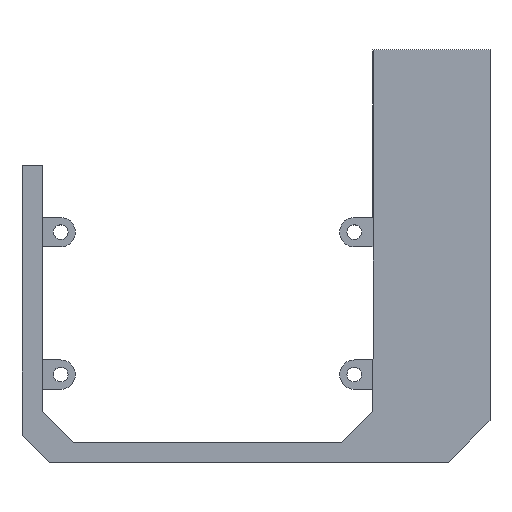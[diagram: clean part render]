
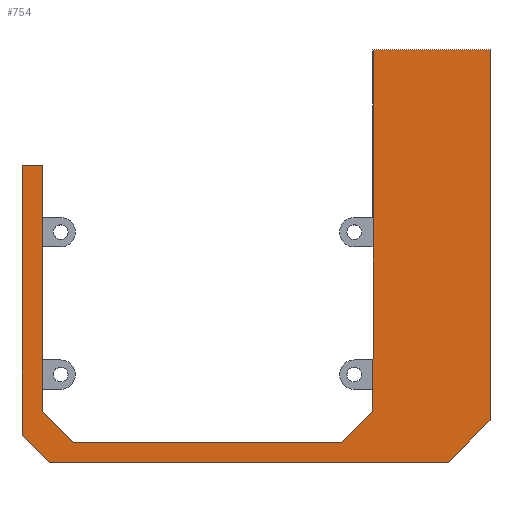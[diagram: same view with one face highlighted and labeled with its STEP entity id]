
A CAD part, top view. The second image highlights one B-rep face of the part: STEP entity #754.
In plain terms, the highlighted planar face has unit normal (0, 0, 1).
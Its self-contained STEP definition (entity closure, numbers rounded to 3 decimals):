
#84=FACE_OUTER_BOUND('',#130,.T.);
#130=EDGE_LOOP('',(#671,#672,#673,#674,#675,#676,#677,#678,#679,#680,#681,
#682,#683,#684,#685,#686));
#131=LINE('',#1025,#219);
#137=LINE('',#1036,#225);
#138=LINE('',#1039,#226);
#141=LINE('',#1045,#229);
#144=LINE('',#1051,#232);
#147=LINE('',#1057,#235);
#152=LINE('',#1066,#240);
#170=LINE('',#1119,#258);
#201=LINE('',#1197,#289);
#205=LINE('',#1204,#293);
#207=LINE('',#1208,#295);
#209=LINE('',#1212,#297);
#211=LINE('',#1216,#299);
#213=LINE('',#1220,#301);
#216=LINE('',#1225,#304);
#218=LINE('',#1229,#306);
#219=VECTOR('',#827,10.);
#225=VECTOR('',#835,10.);
#226=VECTOR('',#838,10.);
#229=VECTOR('',#843,10.);
#232=VECTOR('',#848,10.);
#235=VECTOR('',#853,10.);
#240=VECTOR('',#860,10.);
#258=VECTOR('',#898,10.);
#289=VECTOR('',#979,10.);
#293=VECTOR('',#987,10.);
#295=VECTOR('',#991,10.);
#297=VECTOR('',#995,10.);
#299=VECTOR('',#999,10.);
#301=VECTOR('',#1003,10.);
#304=VECTOR('',#1010,10.);
#306=VECTOR('',#1016,10.);
#307=VERTEX_POINT('',#1023);
#308=VERTEX_POINT('',#1024);
#312=VERTEX_POINT('',#1034);
#313=VERTEX_POINT('',#1038);
#315=VERTEX_POINT('',#1044);
#317=VERTEX_POINT('',#1050);
#319=VERTEX_POINT('',#1056);
#322=VERTEX_POINT('',#1064);
#347=VERTEX_POINT('',#1118);
#368=VERTEX_POINT('',#1195);
#369=VERTEX_POINT('',#1196);
#370=VERTEX_POINT('',#1203);
#371=VERTEX_POINT('',#1207);
#372=VERTEX_POINT('',#1211);
#373=VERTEX_POINT('',#1215);
#374=VERTEX_POINT('',#1219);
#375=EDGE_CURVE('',#307,#308,#131,.T.);
#381=EDGE_CURVE('',#308,#312,#137,.T.);
#382=EDGE_CURVE('',#313,#312,#138,.T.);
#385=EDGE_CURVE('',#313,#315,#141,.T.);
#388=EDGE_CURVE('',#317,#315,#144,.T.);
#391=EDGE_CURVE('',#319,#317,#147,.T.);
#396=EDGE_CURVE('',#319,#322,#152,.T.);
#422=EDGE_CURVE('',#347,#307,#170,.T.);
#461=EDGE_CURVE('',#368,#369,#201,.T.);
#465=EDGE_CURVE('',#369,#370,#205,.T.);
#467=EDGE_CURVE('',#370,#371,#207,.T.);
#469=EDGE_CURVE('',#372,#371,#209,.T.);
#471=EDGE_CURVE('',#373,#372,#211,.T.);
#473=EDGE_CURVE('',#373,#374,#213,.T.);
#476=EDGE_CURVE('',#374,#347,#216,.T.);
#478=EDGE_CURVE('',#322,#368,#218,.T.);
#671=ORIENTED_EDGE('',*,*,#465,.T.);
#672=ORIENTED_EDGE('',*,*,#467,.T.);
#673=ORIENTED_EDGE('',*,*,#469,.F.);
#674=ORIENTED_EDGE('',*,*,#471,.F.);
#675=ORIENTED_EDGE('',*,*,#473,.T.);
#676=ORIENTED_EDGE('',*,*,#476,.T.);
#677=ORIENTED_EDGE('',*,*,#422,.T.);
#678=ORIENTED_EDGE('',*,*,#375,.T.);
#679=ORIENTED_EDGE('',*,*,#381,.T.);
#680=ORIENTED_EDGE('',*,*,#382,.F.);
#681=ORIENTED_EDGE('',*,*,#385,.T.);
#682=ORIENTED_EDGE('',*,*,#388,.F.);
#683=ORIENTED_EDGE('',*,*,#391,.F.);
#684=ORIENTED_EDGE('',*,*,#396,.T.);
#685=ORIENTED_EDGE('',*,*,#478,.T.);
#686=ORIENTED_EDGE('',*,*,#461,.T.);
#716=PLANE('',#822);
#754=ADVANCED_FACE('',(#84),#716,.F.);
#822=AXIS2_PLACEMENT_3D('',#1231,#1019,#1020);
#827=DIRECTION('',(-1.,0.,0.));
#835=DIRECTION('',(0.,-1.,0.));
#838=DIRECTION('',(-0.707,0.707,0.));
#843=DIRECTION('',(1.,0.,0.));
#848=DIRECTION('',(-0.707,-0.707,0.));
#853=DIRECTION('',(0.,-1.,0.));
#860=DIRECTION('',(-1.,0.,0.));
#898=DIRECTION('',(0.,1.,0.));
#979=DIRECTION('',(0.,-1.,0.));
#987=DIRECTION('',(0.,-1.,0.));
#991=DIRECTION('',(-0.707,-0.707,0.));
#995=DIRECTION('',(1.,0.,0.));
#999=DIRECTION('',(0.707,-0.707,0.));
#1003=DIRECTION('',(0.,1.,0.));
#1010=DIRECTION('',(0.,1.,0.));
#1016=DIRECTION('',(0.,-1.,0.));
#1019=DIRECTION('center_axis',(0.,0.,-1.));
#1020=DIRECTION('ref_axis',(-1.,0.,0.));
#1023=CARTESIAN_POINT('',(-37.2,35.5,8.));
#1024=CARTESIAN_POINT('',(-41.7,35.5,8.));
#1025=CARTESIAN_POINT('',(-37.2,35.5,8.));
#1034=CARTESIAN_POINT('',(-41.7,-25.124,8.));
#1036=CARTESIAN_POINT('',(-41.7,35.5,8.));
#1038=CARTESIAN_POINT('',(-35.624,-31.2,8.));
#1039=CARTESIAN_POINT('',(-35.624,-31.2,8.));
#1044=CARTESIAN_POINT('',(54.199,-31.2,8.));
#1045=CARTESIAN_POINT('',(-35.624,-31.2,8.));
#1050=CARTESIAN_POINT('',(63.5,-21.899,8.));
#1051=CARTESIAN_POINT('',(63.5,-21.899,8.));
#1056=CARTESIAN_POINT('',(63.5,61.5,8.));
#1057=CARTESIAN_POINT('',(63.5,61.5,8.));
#1064=CARTESIAN_POINT('',(37.2,61.5,8.));
#1066=CARTESIAN_POINT('',(63.5,61.5,8.));
#1118=CARTESIAN_POINT('',(-37.2,17.2,8.));
#1119=CARTESIAN_POINT('',(-37.2,23.8,8.));
#1195=CARTESIAN_POINT('',(37.2,17.2,8.));
#1196=CARTESIAN_POINT('',(37.2,-8.2,8.));
#1197=CARTESIAN_POINT('',(37.2,17.2,8.));
#1203=CARTESIAN_POINT('',(37.2,-19.724,8.));
#1204=CARTESIAN_POINT('',(37.2,-14.8,8.));
#1207=CARTESIAN_POINT('',(30.224,-26.7,8.));
#1208=CARTESIAN_POINT('',(37.2,-19.724,8.));
#1211=CARTESIAN_POINT('',(-30.224,-26.7,8.));
#1212=CARTESIAN_POINT('',(-30.224,-26.7,8.));
#1215=CARTESIAN_POINT('',(-37.2,-19.724,8.));
#1216=CARTESIAN_POINT('',(-37.2,-19.724,8.));
#1219=CARTESIAN_POINT('',(-37.2,-8.2,8.));
#1220=CARTESIAN_POINT('',(-37.2,0.175,8.));
#1225=CARTESIAN_POINT('',(-37.2,-8.2,8.));
#1229=CARTESIAN_POINT('',(37.2,19.475,8.));
#1231=CARTESIAN_POINT('Origin',(10.9,15.15,8.));
